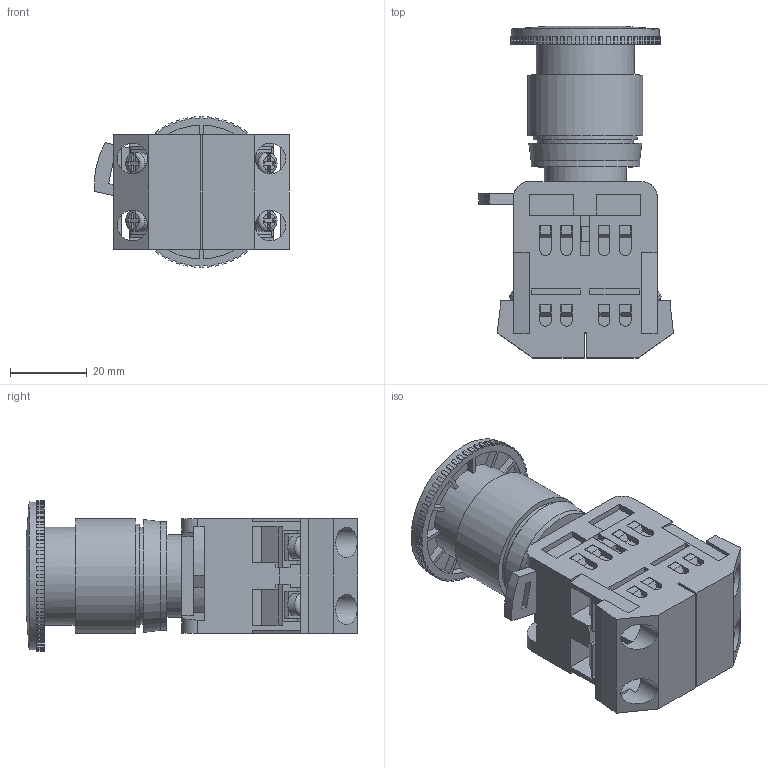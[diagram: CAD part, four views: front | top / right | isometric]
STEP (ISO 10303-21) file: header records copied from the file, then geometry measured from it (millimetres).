
FILE_DESCRIPTION (( 'STEP AP203' ), '1' );
FILE_NAME ('pbn-ae.ÃÌ Êíîïêà AE-22 ïîâîðîòíàÿ áëîêèðîâêà NO+NC Ãðèáîê EKF PROxima.STEP', '2025-07-17T07:59:59', ( '' ), ( '' ), 'SwSTEP 2.0', 'SolidWorks 2021', '' );
FILE_SCHEMA (( 'CONFIG_CONTROL_DESIGN' ));
Length unit declared in the file: millimetre
Products named in the file (1): pbn-ae.ÃÌ Êíîïêà AE-22 ïîâîðîòíàÿ áëîêèðîâêà NO+NC Ãðèáîê EKF PROxima
Bounding box: 50.89 x 86.63 x 39.35 mm (x, y, z)
Volume: 69720 mm3; surface area: 21688 mm2
Topology: 1 solids, 1 shells, 821 faces, 2267 edges, 1491 vertices
Faces by surface type: plane 692, cylinder 119, torus 8, cone 1, sphere 1
Full cylindrical faces by diameter (mm): 5.75 x4, 8 x4, 18 x1, 21.5 x1, 25.15 x1, 25.65 x1, 27.15 x1, 28.35 x1, 30 x1, 38.65 x1
Entity records: 25959 total; most frequent: CARTESIAN_POINT 4719, ORIENTED_EDGE 4472, DIRECTION 4287, EDGE_CURVE 2236, LINE 1779, VECTOR 1779, VERTEX_POINT 1478, AXIS2_PLACEMENT_3D 1254
